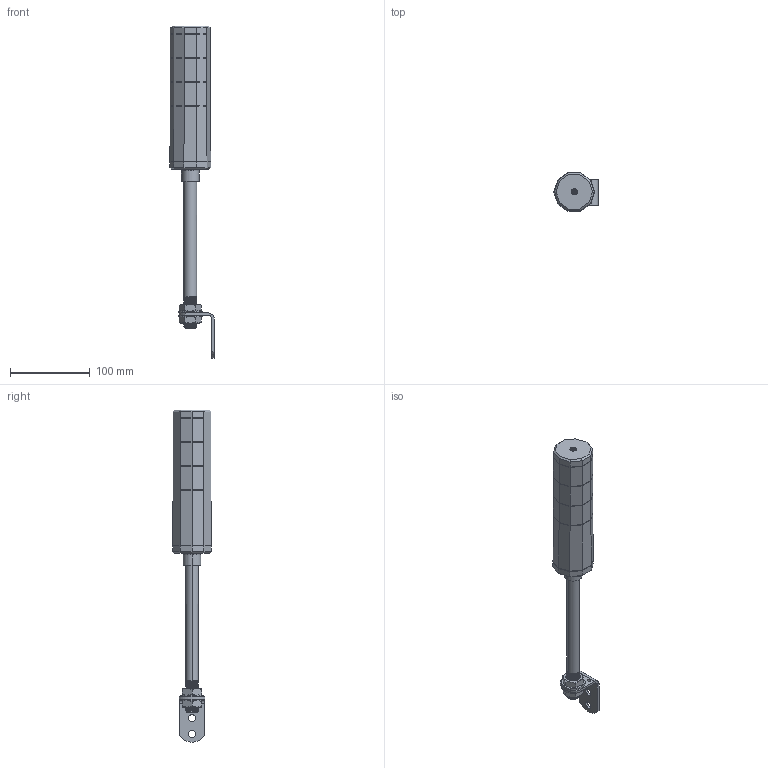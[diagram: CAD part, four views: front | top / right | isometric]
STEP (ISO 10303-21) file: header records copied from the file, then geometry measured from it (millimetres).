
FILE_DESCRIPTION((''),'2;1');
FILE_NAME('NLA50DC-3B2D SERIES.stp','2023-12-04T18:51:33',(''),(''),'Mechanical Desktop 2011','Mechanical Desktop 2011',', , ');
FILE_SCHEMA(('CONFIG_CONTROL_DESIGN'));
Length unit declared in the file: millimetre
Products named in the file (1): Product
Bounding box: 55.61 x 48.71 x 416.93 mm (x, y, z)
Volume: 364872.4 mm3; surface area: 83588.6 mm2
Topology: 21 solids, 21 shells, 430 faces, 1095 edges, 713 vertices
Faces by surface type: plane 258, cylinder 98, bspline 36, cone 26, torus 6, sphere 6
Entity records: 18986 total; most frequent: CARTESIAN_POINT 8760, ORIENTED_EDGE 2190, DIRECTION 1940, EDGE_CURVE 1095, VERTEX_POINT 713, VECTOR 694, LINE 694, AXIS2_PLACEMENT_3D 623
